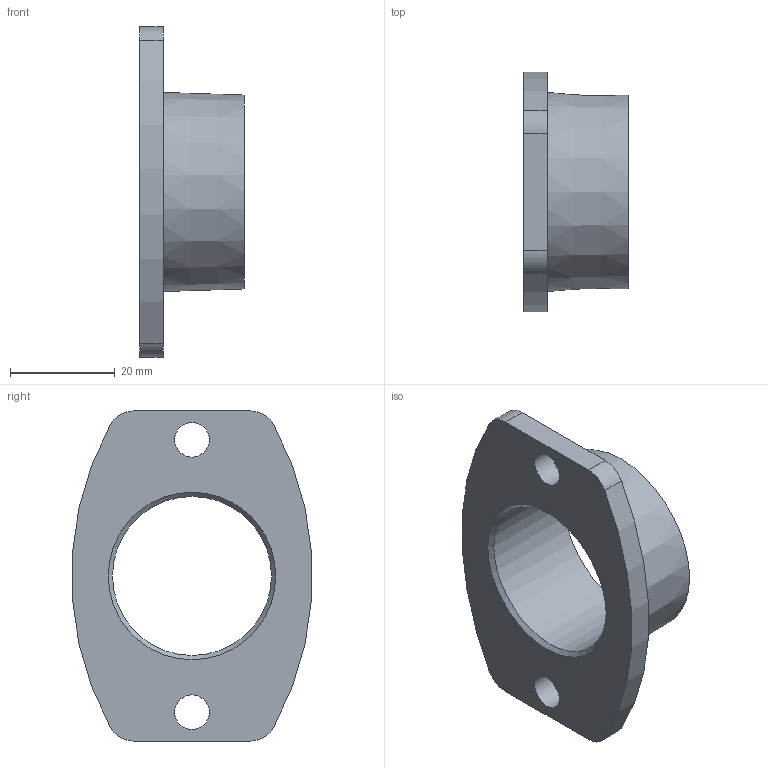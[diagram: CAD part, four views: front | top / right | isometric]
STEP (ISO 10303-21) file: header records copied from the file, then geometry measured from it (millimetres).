
FILE_DESCRIPTION( ( 'STEP AP203' ), '1' );
FILE_NAME( 'FLEXA RQF2-M 5020.071.032.stp', '2020-03-27T12:31:30', ( 'License CC BY-ND 4.0' ), ( 'CADENAS' ), ' ', 'PARTsolutions', ' ' );
FILE_SCHEMA( ( 'CONFIG_CONTROL_DESIGN' ) );
Length unit declared in the file: millimetre
Products named in the file (1): _FLEXA RQF2-M 5020.071.032
Bounding box: 20 x 45.69 x 63 mm (x, y, z)
Volume: 13668.3 mm3; surface area: 8131.7 mm2
Topology: 1 solids, 1 shells, 16 faces, 38 edges, 25 vertices
Faces by surface type: cylinder 9, plane 5, cone 2
Full cylindrical faces by diameter (mm): 6.6 x2, 30.376 x1
Entity records: 506 total; most frequent: DIRECTION 88, CARTESIAN_POINT 75, ORIENTED_EDGE 66, AXIS2_PLACEMENT_3D 38, EDGE_CURVE 33, EDGE_LOOP 28, VERTEX_POINT 25, CIRCLE 21
